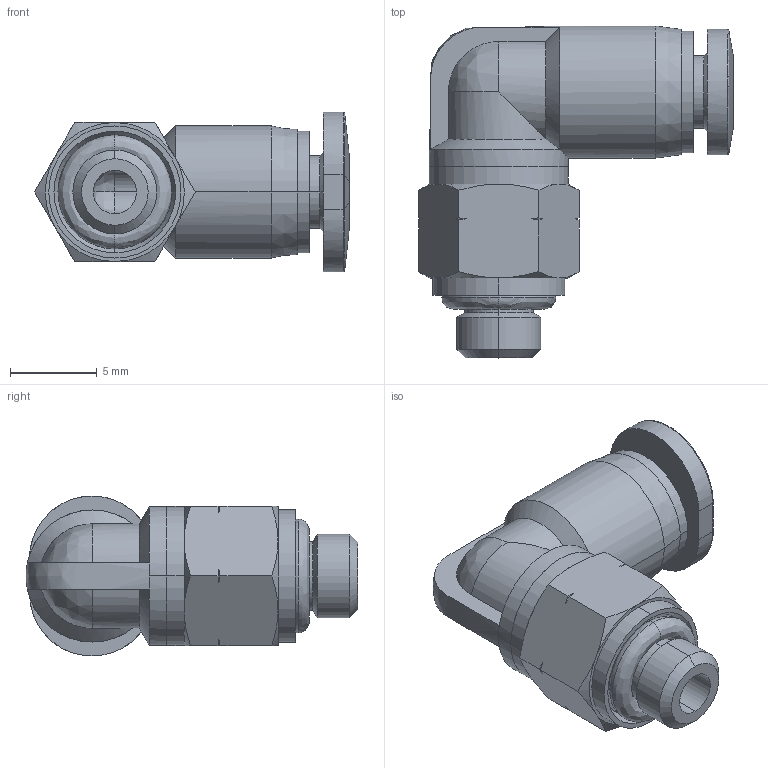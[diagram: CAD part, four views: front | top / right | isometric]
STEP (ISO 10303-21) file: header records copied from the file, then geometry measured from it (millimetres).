
FILE_DESCRIPTION (( 'STEP AP203' ), '1' );
FILE_NAME ('ME18-10N.step', '2016-02-15T20:00:47', ( '' ), ( '' ), 'SwSTEP 2.0', 'SolidWorks 2015', '' );
FILE_SCHEMA (( 'CONFIG_CONTROL_DESIGN' ));
Length unit declared in the file: inch
Products named in the file (1): ME18-10N
Bounding box: 18.12 x 19.1 x 9.2 mm (x, y, z)
Volume: 975.9 mm3; surface area: 1159.5 mm2
Topology: 2 solids, 2 shells, 116 faces, 272 edges, 164 vertices
Faces by surface type: cone 40, cylinder 32, bspline 23, plane 21
Entity records: 4890 total; most frequent: CARTESIAN_POINT 2360, ORIENTED_EDGE 540, DIRECTION 464, EDGE_CURVE 270, AXIS2_PLACEMENT_3D 197, VERTEX_POINT 164, EDGE_LOOP 126, ADVANCED_FACE 116
